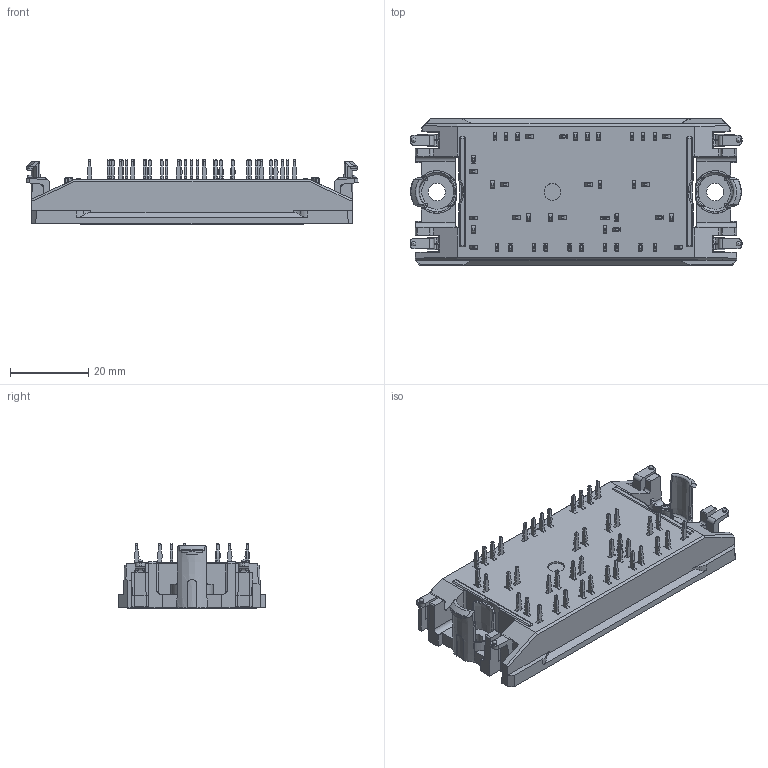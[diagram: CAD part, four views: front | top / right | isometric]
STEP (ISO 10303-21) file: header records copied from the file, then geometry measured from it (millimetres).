
FILE_DESCRIPTION(/* description */ ('Unknown'),/* implementation_level */ '2;1');
FILE_NAME(/* name */ 'Flow1-2C12TB-M890(440)-01-OL',/* time_stamp */ '2017-08-22T08:01:54+02:00',/* author */ ('Unknown'),/* organization */ ('Unknown'),/* preprocessor_version */ 'ST-DEVELOPER v16.7',/* originating_system */ 'DEX',/* authorisation */ $);
FILE_SCHEMA (('AUTOMOTIVE_DESIGN {1 0 10303 214 3 1 1}'));
Products named in the file (1): Flow1-2C12TB-M890(440)-01-OL2
Bounding box: 84.63 x 37.4 x 16.53 mm (x, y, z)
Volume: 27579.1 mm3; surface area: 12535.4 mm2
Topology: 1 solids, 45 shells, 2162 faces, 5915 edges, 3902 vertices
Faces by surface type: plane 1254, cylinder 789, bspline 65, cone 22, sphere 20, torus 12
Full cylindrical faces by diameter (mm): 1.1 x4, 1.5 x15, 1.8 x29, 4.3 x1, 4.4 x2
Entity records: 83843 total; most frequent: CARTESIAN_POINT 13702, ORIENTED_EDGE 11536, DIRECTION 11402, EDGE_CURVE 5768, LINE 3864, VECTOR 3864, VERTEX_POINT 3848, AXIS2_PLACEMENT_3D 3769
